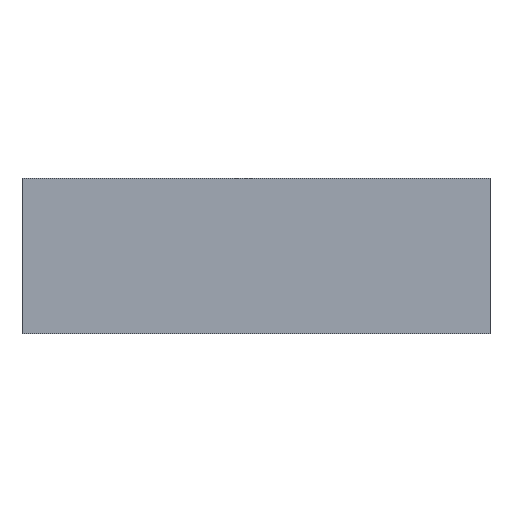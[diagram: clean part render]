
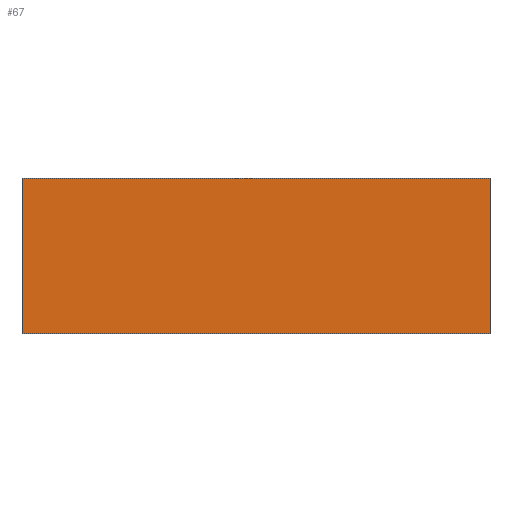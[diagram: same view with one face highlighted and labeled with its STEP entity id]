
A CAD part, top view. The second image highlights one B-rep face of the part: STEP entity #67.
In plain terms, the highlighted planar face has unit normal (0, 0, 1).
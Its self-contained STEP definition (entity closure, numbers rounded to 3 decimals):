
#4 = EDGE_CURVE ( 'NONE', #10, #73, #30, .T. ) ;
#5 = DIRECTION ( 'NONE',  ( -1., 0., 0. ) ) ;
#7 = DIRECTION ( 'NONE',  ( 1., 0., 0. ) ) ;
#8 = DIRECTION ( 'NONE',  ( 1., 0., 0. ) ) ;
#10 = VERTEX_POINT ( 'NONE', #57 ) ;
#11 = EDGE_LOOP ( 'NONE', ( #66, #61, #71, #13 ) ) ;
#12 = DIRECTION ( 'NONE',  ( 0., -1., 0. ) ) ;
#13 = ORIENTED_EDGE ( 'NONE', *, *, #38, .T. ) ;
#14 = AXIS2_PLACEMENT_3D ( 'NONE', #64, #47, #7 ) ;
#18 = CARTESIAN_POINT ( 'NONE',  ( 30., 10., 0. ) ) ;
#21 = LINE ( 'NONE', #42, #56 ) ;
#27 = CARTESIAN_POINT ( 'NONE',  ( -30., -10., 0. ) ) ;
#30 = LINE ( 'NONE', #27, #34 ) ;
#32 = PLANE ( 'NONE',  #14 ) ;
#34 = VECTOR ( 'NONE', #12, 1000. ) ;
#37 = LINE ( 'NONE', #68, #77 ) ;
#38 = EDGE_CURVE ( 'NONE', #75, #10, #79, .T. ) ;
#39 = FACE_OUTER_BOUND ( 'NONE', #11, .T. ) ;
#42 = CARTESIAN_POINT ( 'NONE',  ( 30., -10., 0. ) ) ;
#47 = DIRECTION ( 'NONE',  ( 0., 0., 1. ) ) ;
#49 = EDGE_CURVE ( 'NONE', #73, #54, #37, .T. ) ;
#51 = VECTOR ( 'NONE', #5, 1000. ) ;
#53 = DIRECTION ( 'NONE',  ( 0., 1., 0. ) ) ;
#54 = VERTEX_POINT ( 'NONE', #74 ) ;
#55 = EDGE_CURVE ( 'NONE', #54, #75, #21, .T. ) ;
#56 = VECTOR ( 'NONE', #53, 1000. ) ;
#57 = CARTESIAN_POINT ( 'NONE',  ( -30., 10., 0. ) ) ;
#60 = CARTESIAN_POINT ( 'NONE',  ( 30., 10., 0. ) ) ;
#61 = ORIENTED_EDGE ( 'NONE', *, *, #49, .T. ) ;
#64 = CARTESIAN_POINT ( 'NONE',  ( 0., 0., 0. ) ) ;
#66 = ORIENTED_EDGE ( 'NONE', *, *, #4, .T. ) ;
#67 = ADVANCED_FACE ( 'NONE', ( #39 ), #32, .T. ) ;
#68 = CARTESIAN_POINT ( 'NONE',  ( 30., -10., 0. ) ) ;
#69 = CARTESIAN_POINT ( 'NONE',  ( -30., -10., 0. ) ) ;
#71 = ORIENTED_EDGE ( 'NONE', *, *, #55, .T. ) ;
#73 = VERTEX_POINT ( 'NONE', #69 ) ;
#74 = CARTESIAN_POINT ( 'NONE',  ( 30., -10., 0. ) ) ;
#75 = VERTEX_POINT ( 'NONE', #60 ) ;
#77 = VECTOR ( 'NONE', #8, 1000. ) ;
#79 = LINE ( 'NONE', #18, #51 ) ;
